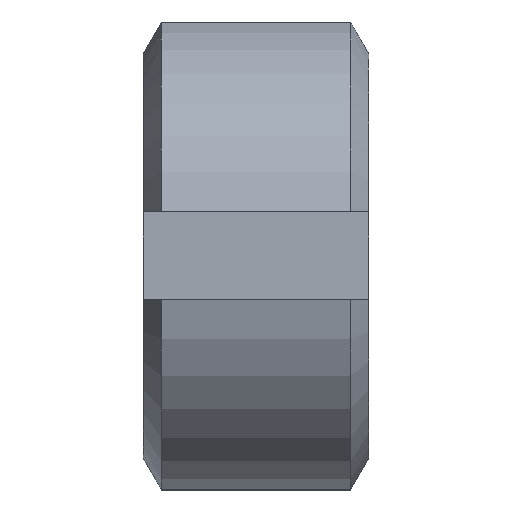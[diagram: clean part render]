
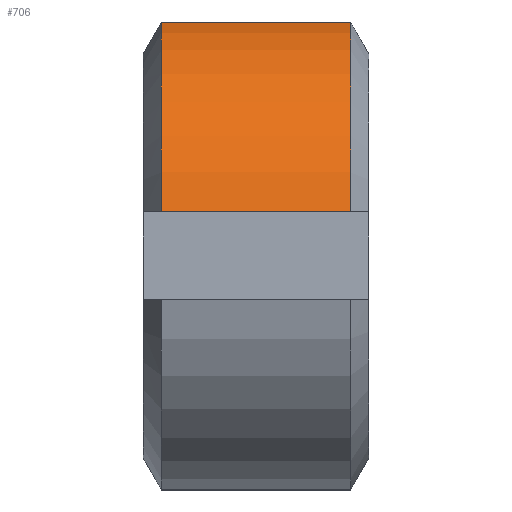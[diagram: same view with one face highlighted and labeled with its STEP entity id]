
A CAD part, top view. The second image highlights one B-rep face of the part: STEP entity #706.
In plain terms, the highlighted cylindrical face has radius 19 mm (diameter 38 mm), a partial arc.
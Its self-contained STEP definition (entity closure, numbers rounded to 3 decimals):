
#477=CARTESIAN_POINT('',(-1.443,3.5,18.675));
#478=VERTEX_POINT('',#477);
#492=CARTESIAN_POINT('',(-16.557,3.5,18.675));
#493=VERTEX_POINT('',#492);
#494=CARTESIAN_POINT('',(-16.557,3.5,18.675));
#495=DIRECTION('',(1.0,0.0,0.0));
#496=VECTOR('',#495,15.113);
#497=LINE('',#494,#496);
#498=EDGE_CURVE('',#493,#478,#497,.T.);
#569=CARTESIAN_POINT('',(-1.443,18.675,3.5));
#570=VERTEX_POINT('',#569);
#584=CARTESIAN_POINT('',(-1.443,0.0,0.0));
#585=DIRECTION('',(1.0,0.0,0.0));
#586=DIRECTION('',(0.0,1.0,0.0));
#587=AXIS2_PLACEMENT_3D('',#584,#585,#586);
#588=CIRCLE('',#587,19.);
#589=EDGE_CURVE('',#570,#478,#588,.T.);
#682=CARTESIAN_POINT('',(-9.0,0.0,0.0));
#683=DIRECTION('',(1.0,0.0,0.0));
#684=DIRECTION('',(0.0,1.0,0.0));
#685=AXIS2_PLACEMENT_3D('',#682,#683,#684);
#686=CYLINDRICAL_SURFACE('',#685,19.);
#687=ORIENTED_EDGE('',*,*,#498,.T.);
#688=ORIENTED_EDGE('',*,*,#589,.F.);
#689=CARTESIAN_POINT('',(-16.557,18.675,3.5));
#690=VERTEX_POINT('',#689);
#691=CARTESIAN_POINT('',(-1.443,18.675,3.5));
#692=DIRECTION('',(-1.0,0.0,0.0));
#693=VECTOR('',#692,15.113);
#694=LINE('',#691,#693);
#695=EDGE_CURVE('',#570,#690,#694,.T.);
#696=ORIENTED_EDGE('',*,*,#695,.T.);
#697=CARTESIAN_POINT('',(-16.557,0.0,0.0));
#698=DIRECTION('',(1.0,0.0,0.0));
#699=DIRECTION('',(0.0,1.0,0.0));
#700=AXIS2_PLACEMENT_3D('',#697,#698,#699);
#701=CIRCLE('',#700,19.);
#702=EDGE_CURVE('',#690,#493,#701,.T.);
#703=ORIENTED_EDGE('',*,*,#702,.T.);
#704=EDGE_LOOP('',(#687,#688,#696,#703));
#705=FACE_OUTER_BOUND('',#704,.T.);
#706=ADVANCED_FACE('',(#705),#686,.T.);
